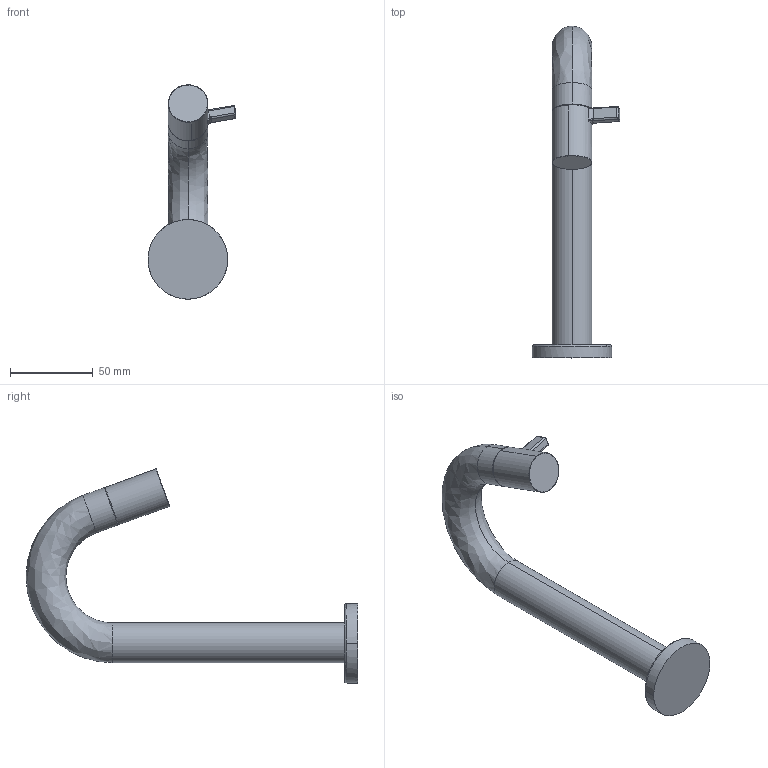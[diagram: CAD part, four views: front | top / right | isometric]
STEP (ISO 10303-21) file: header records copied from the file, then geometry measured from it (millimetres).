
FILE_DESCRIPTION (( 'STEP AP203' ), '1' );
FILE_NAME ('5093810133(2020).STEP', '2020-12-07T06:36:30', ( '' ), ( '' ), 'SwSTEP 2.0', 'SolidWorks 2016', '' );
FILE_SCHEMA (( 'CONFIG_CONTROL_DESIGN' ));
Length unit declared in the file: millimetre
Products named in the file (1): 5093810133(2020)
Bounding box: 53 x 200.1 x 129.2 mm (x, y, z)
Volume: 150419.5 mm3; surface area: 27774.9 mm2
Topology: 1 solids, 1 shells, 47 faces, 112 edges, 64 vertices
Faces by surface type: bspline 20, cylinder 18, plane 9
Entity records: 2454 total; most frequent: CARTESIAN_POINT 1427, ORIENTED_EDGE 216, DIRECTION 184, EDGE_CURVE 108, AXIS2_PLACEMENT_3D 78, VERTEX_POINT 64, CIRCLE 50, EDGE_LOOP 48
